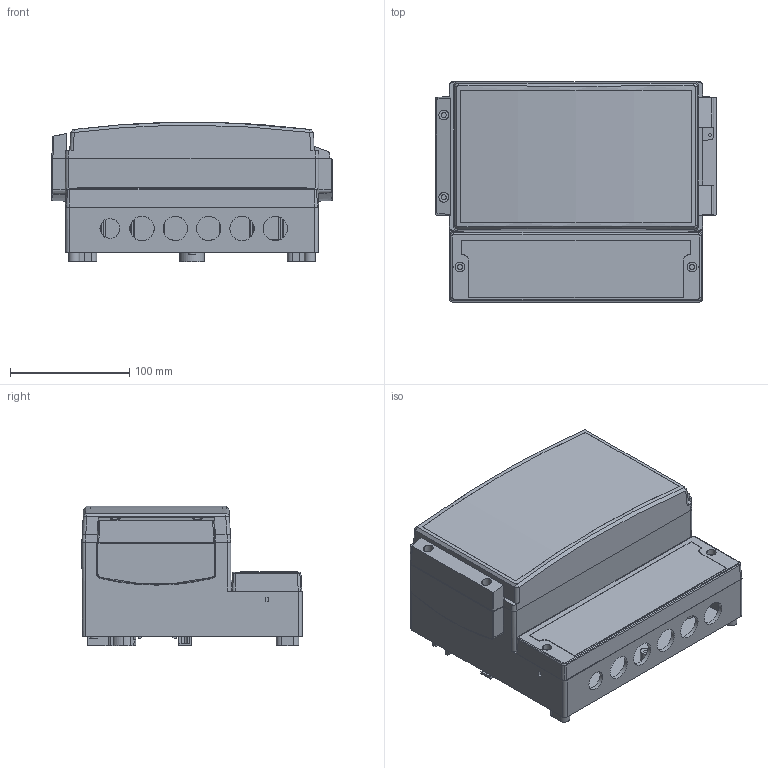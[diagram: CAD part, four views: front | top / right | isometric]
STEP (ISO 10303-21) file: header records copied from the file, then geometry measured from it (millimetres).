
FILE_DESCRIPTION (( 'STEP AP214' ), '1' );
FILE_NAME ('衭狦.STEP', '2025-02-06T05:20:50', ( '' ), ( '' ), 'SwSTEP 2.0', 'SolidWorks 2019', '' );
FILE_SCHEMA (( 'AUTOMOTIVE_DESIGN' ));
Length unit declared in the file: millimetre
Products named in the file (1): 衭狦
Bounding box: 235.6 x 185 x 117.3 mm (x, y, z)
Volume: 631648.5 mm3; surface area: 352607.6 mm2
Topology: 3 solids, 3 shells, 862 faces, 2240 edges, 1482 vertices
Faces by surface type: plane 575, cylinder 236, cone 32, bspline 12, torus 7
Entity records: 27995 total; most frequent: CARTESIAN_POINT 6540, ORIENTED_EDGE 4480, DIRECTION 4297, EDGE_CURVE 2240, LINE 1657, VECTOR 1657, VERTEX_POINT 1482, AXIS2_PLACEMENT_3D 1320
